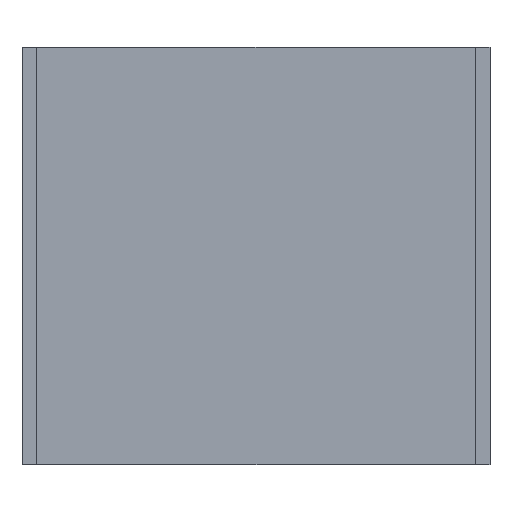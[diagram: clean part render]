
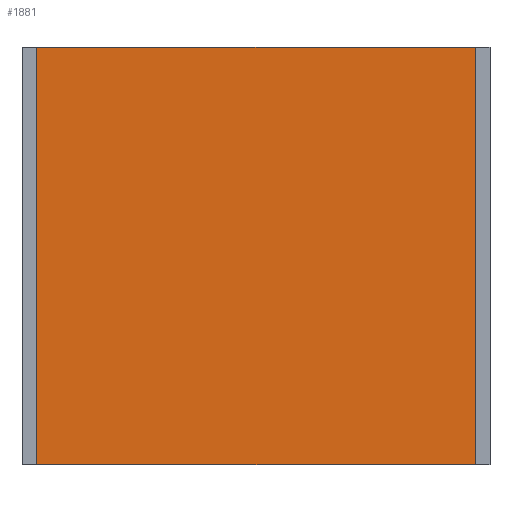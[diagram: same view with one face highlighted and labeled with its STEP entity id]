
A CAD part, front view. The second image highlights one B-rep face of the part: STEP entity #1881.
In plain terms, the highlighted planar face has unit normal (0, -1, 0).
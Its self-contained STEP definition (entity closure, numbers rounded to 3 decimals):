
#152 = DIRECTION ( 'NONE',  ( 0., 0., -1. ) ) ;
#324 = EDGE_CURVE ( 'NONE', #383, #376, #640, .T. ) ;
#363 = VECTOR ( 'NONE', #648, 1000. ) ;
#376 = VERTEX_POINT ( 'NONE', #2041 ) ;
#383 = VERTEX_POINT ( 'NONE', #2076 ) ;
#418 = CARTESIAN_POINT ( 'NONE',  ( 0., 0., -14.18 ) ) ;
#561 = VERTEX_POINT ( 'NONE', #1612 ) ;
#601 = DIRECTION ( 'NONE',  ( 0., 0., -1. ) ) ;
#640 = LINE ( 'NONE', #2374, #1526 ) ;
#648 = DIRECTION ( 'NONE',  ( -1., 0., 0. ) ) ;
#677 = DIRECTION ( 'NONE',  ( 0., 0., 1. ) ) ;
#756 = CARTESIAN_POINT ( 'NONE',  ( 0.49, 0., 0. ) ) ;
#909 = DIRECTION ( 'NONE',  ( 0., -1., 0. ) ) ;
#994 = EDGE_CURVE ( 'NONE', #1307, #376, #2211, .T. ) ;
#1026 = ORIENTED_EDGE ( 'NONE', *, *, #994, .T. ) ;
#1199 = LINE ( 'NONE', #756, #2221 ) ;
#1246 = EDGE_LOOP ( 'NONE', ( #1832, #1026, #2177, #2171 ) ) ;
#1307 = VERTEX_POINT ( 'NONE', #2210 ) ;
#1383 = LINE ( 'NONE', #418, #363 ) ;
#1460 = CARTESIAN_POINT ( 'NONE',  ( 0., 0., 0. ) ) ;
#1526 = VECTOR ( 'NONE', #1818, 1000. ) ;
#1612 = CARTESIAN_POINT ( 'NONE',  ( 0.49, 0., -14.18 ) ) ;
#1631 = CARTESIAN_POINT ( 'NONE',  ( 15.39, 0., 0. ) ) ;
#1659 = EDGE_CURVE ( 'NONE', #383, #561, #1199, .T. ) ;
#1818 = DIRECTION ( 'NONE',  ( 1., 0., 0. ) ) ;
#1832 = ORIENTED_EDGE ( 'NONE', *, *, #2125, .F. ) ;
#1861 = FACE_OUTER_BOUND ( 'NONE', #1246, .T. ) ;
#1881 = ADVANCED_FACE ( 'NONE', ( #1861 ), #2270, .T. ) ;
#2041 = CARTESIAN_POINT ( 'NONE',  ( 15.39, 0., 0. ) ) ;
#2076 = CARTESIAN_POINT ( 'NONE',  ( 0.49, 0., 0. ) ) ;
#2125 = EDGE_CURVE ( 'NONE', #1307, #561, #1383, .T. ) ;
#2171 = ORIENTED_EDGE ( 'NONE', *, *, #1659, .T. ) ;
#2177 = ORIENTED_EDGE ( 'NONE', *, *, #324, .F. ) ;
#2180 = VECTOR ( 'NONE', #677, 1000. ) ;
#2210 = CARTESIAN_POINT ( 'NONE',  ( 15.39, 0., -14.18 ) ) ;
#2211 = LINE ( 'NONE', #1631, #2180 ) ;
#2221 = VECTOR ( 'NONE', #601, 1000. ) ;
#2262 = AXIS2_PLACEMENT_3D ( 'NONE', #1460, #909, #152 ) ;
#2270 = PLANE ( 'NONE',  #2262 ) ;
#2374 = CARTESIAN_POINT ( 'NONE',  ( 0., 0., 0. ) ) ;
